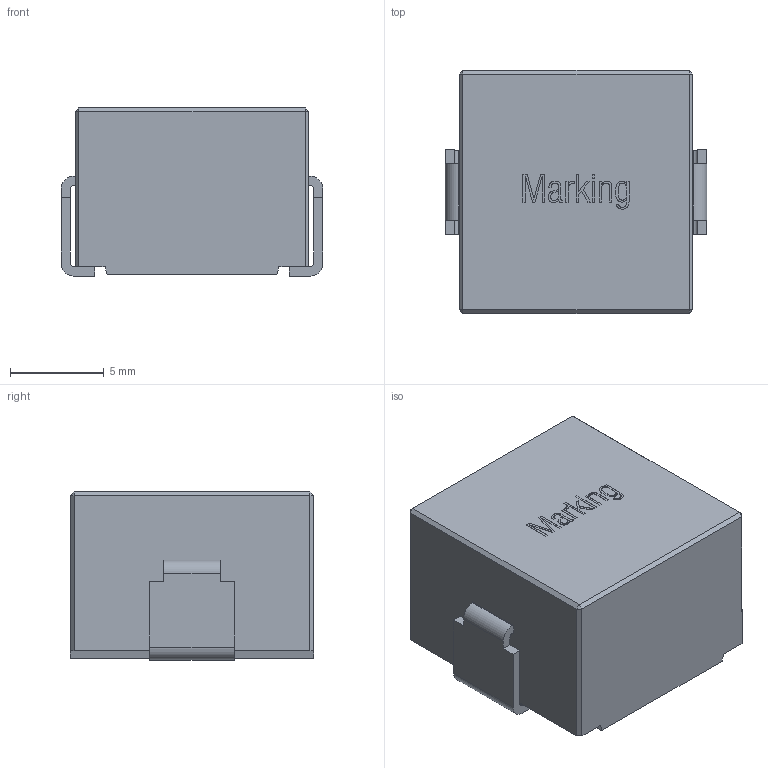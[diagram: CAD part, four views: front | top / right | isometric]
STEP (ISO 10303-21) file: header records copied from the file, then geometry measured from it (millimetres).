
FILE_DESCRIPTION(/* description */ ('Unknown'),/* implementation_level */ '2;1');
FILE_NAME(/* name */ 'L_Wurth_WE-HCM_1390',/* time_stamp */ '2022-03-08T10:28:33+08:00',/* author */ ('Unknown'),/* organization */ ('Unknown'),/* preprocessor_version */ 'ST-DEVELOPER v16.7',/* originating_system */ 'Solid Edge',/* authorisation */ 'Unknown');
FILE_SCHEMA (('AUTOMOTIVE_DESIGN {1 0 10303 214 3 1 1}'));
Length unit declared in the file: millimetre
Products named in the file (2): L_Wurth_WE-HCM_1390
Assembly tree (1 placements, depth 2):
  L_Wurth_WE-HCM_1390
    L_Wurth_WE-HCM_1390
Bounding box: 14 x 13 x 9 mm (x, y, z)
Volume: 1454.4 mm3; surface area: 898.9 mm2
Topology: 1 solids, 1 shells, 141 faces, 381 edges, 246 vertices
Faces by surface type: plane 121, bspline 12, cylinder 8
Entity records: 5747 total; most frequent: CARTESIAN_POINT 1239, ORIENTED_EDGE 760, DIRECTION 634, EDGE_CURVE 380, LINE 340, VECTOR 340, VERTEX_POINT 246, EDGE_LOOP 154
